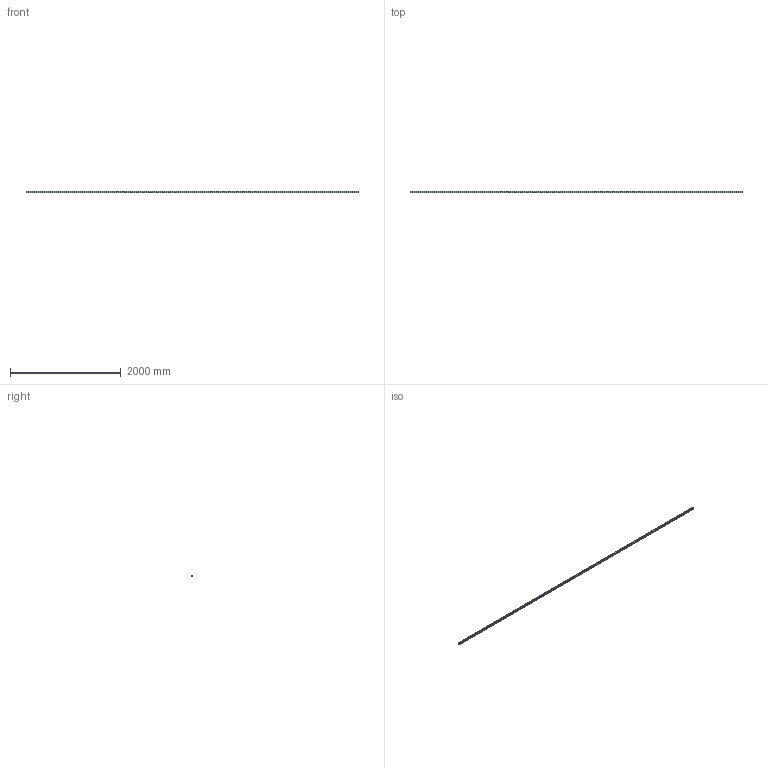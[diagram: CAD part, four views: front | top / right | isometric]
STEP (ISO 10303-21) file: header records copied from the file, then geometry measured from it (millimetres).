
FILE_DESCRIPTION (( 'STEP AP214' ), '1' );
FILE_NAME ('201012_Profil 30x30 2N90 Nut 8.STEP', '2019-01-18T12:39:56', ( '' ), ( '' ), 'SwSTEP 2.0', 'SolidWorks 2017', '' );
FILE_SCHEMA (( 'AUTOMOTIVE_DESIGN' ));
Length unit declared in the file: millimetre
Products named in the file (1): 201012_Profil 30x30 2N90 Nut 8
Bounding box: 6000 x 30 x 30 mm (x, y, z)
Volume: 2113295.9 mm3; surface area: 2138978.9 mm2
Topology: 1 solids, 1 shells, 135 faces, 399 edges, 266 vertices
Faces by surface type: plane 82, cylinder 53
Entity records: 4581 total; most frequent: CARTESIAN_POINT 801, ORIENTED_EDGE 798, DIRECTION 777, EDGE_CURVE 399, VECTOR 293, LINE 293, VERTEX_POINT 266, AXIS2_PLACEMENT_3D 242
